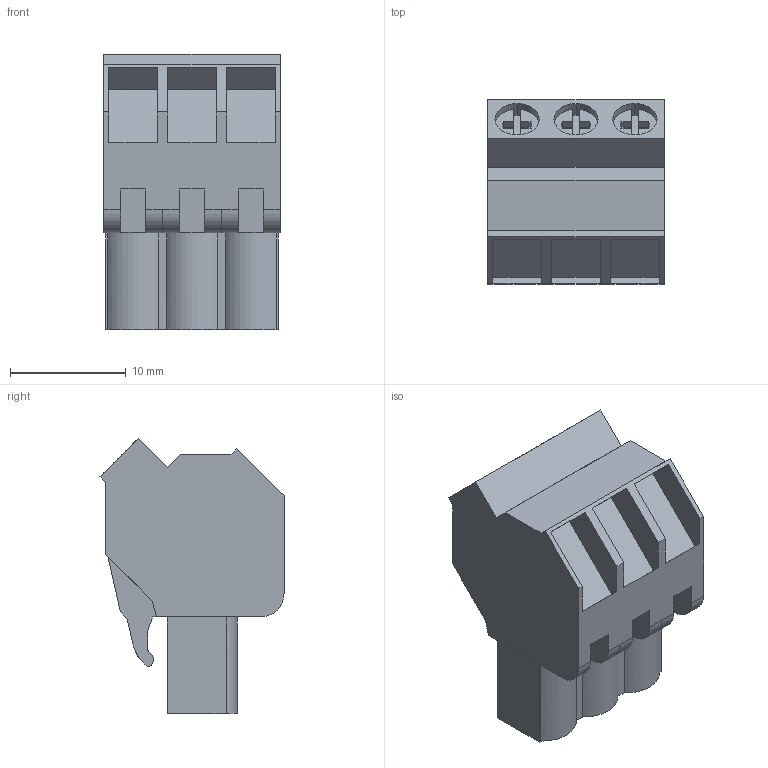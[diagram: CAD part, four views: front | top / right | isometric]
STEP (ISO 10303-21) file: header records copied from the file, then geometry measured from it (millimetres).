
FILE_DESCRIPTION(('CATIA V5 STEP Exchange','CAx-IF Rec.Pracs.--- Model Styling and Organization---1.2---2011-12-15'),'2;1');
FILE_NAME ('D1460078_0_1946570000_1946570000.stp','2017-09-23T15:30:18+00:00',('none'),('Weidmueller'),'CATIA Version 5-6 Release 2014','CATIA V5 STEP AP214','none');
FILE_SCHEMA(('AUTOMOTIVE_DESIGN { 1 0 10303 214 1 1 1 1 }'));
Length unit declared in the file: millimetre
Products named in the file (1): 1946570000
Bounding box: 15.24 x 15.88 x 23.77 mm (x, y, z)
Volume: 3302.7 mm3; surface area: 2205.6 mm2
Topology: 4 solids, 4 shells, 198 faces, 553 edges, 370 vertices
Faces by surface type: plane 157, cylinder 37, extrusion 4
Entity records: 6118 total; most frequent: CARTESIAN_POINT 1191, ORIENTED_EDGE 1106, DIRECTION 842, EDGE_CURVE 553, VECTOR 465, LINE 461, VERTEX_POINT 370, AXIS2_PLACEMENT_3D 230
